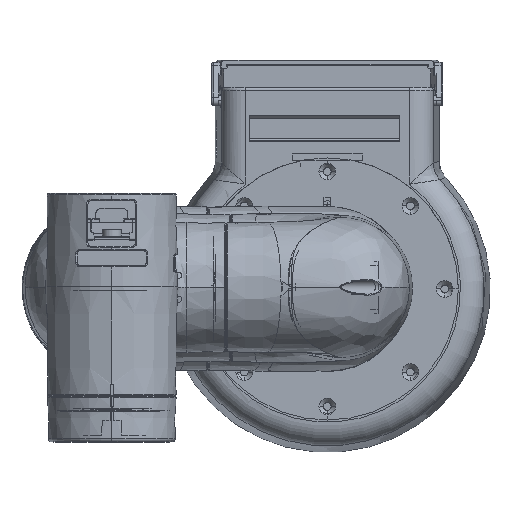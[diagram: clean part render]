
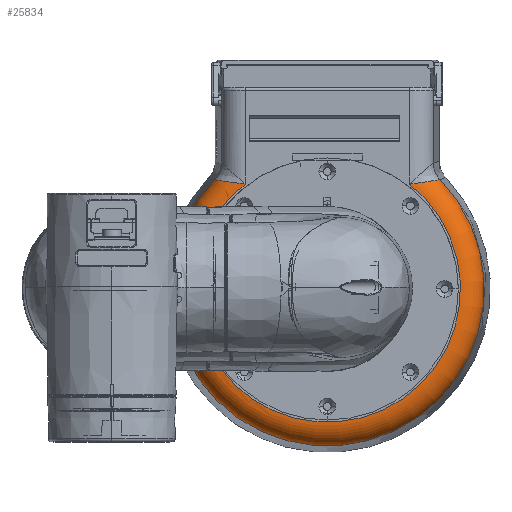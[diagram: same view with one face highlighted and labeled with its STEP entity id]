
A CAD part, top view. The second image highlights one B-rep face of the part: STEP entity #25834.
In plain terms, the highlighted toroidal (fillet/blend) face has major radius 39.181 mm and minor radius 7 mm.
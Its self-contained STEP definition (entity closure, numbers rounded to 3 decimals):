
#1404 = EDGE_CURVE ( 'NONE', #172501, #66333, #143800, .T. ) ;
#3579 = EDGE_CURVE ( 'NONE', #159854, #195742, #77271, .T. ) ;
#5303 = CARTESIAN_POINT ( 'NONE',  ( -33.081, 32.135, -73.538 ) ) ;
#7113 = CARTESIAN_POINT ( 'NONE',  ( -31.353, 31.866, -70.184 ) ) ;
#7565 = ORIENTED_EDGE ( 'NONE', *, *, #68732, .F. ) ;
#7996 = CARTESIAN_POINT ( 'NONE',  ( -32.607, 32.06, -72.006 ) ) ;
#8897 = CARTESIAN_POINT ( 'NONE',  ( -27.622, 31.309, -67.975 ) ) ;
#10728 = CARTESIAN_POINT ( 'NONE',  ( 32.025, 31.97, -70.998 ) ) ;
#11628 = CARTESIAN_POINT ( 'NONE',  ( 32.636, 32.065, -72.071 ) ) ;
#12542 = CARTESIAN_POINT ( 'NONE',  ( 32.786, 32.089, -72.437 ) ) ;
#14291 = CARTESIAN_POINT ( 'NONE',  ( 24.896, 30.926, -67.506 ) ) ;
#18170 = EDGE_CURVE ( 'NONE', #66333, #195742, #56683, .T. ) ;
#25834 = ADVANCED_FACE ( 'NONE', ( #99861 ), #177981, .T. ) ;
#28134 = CARTESIAN_POINT ( 'NONE',  ( -31.95, 31.958, -70.893 ) ) ;
#31622 = AXIS2_PLACEMENT_3D ( 'NONE', #33319, #178889, #96064 ) ;
#31732 = CARTESIAN_POINT ( 'NONE',  ( -33.152, 32.146, -74.309 ) ) ;
#31787 = CARTESIAN_POINT ( 'NONE',  ( 32.91, 32.108, -72.806 ) ) ;
#33319 = CARTESIAN_POINT ( 'NONE',  ( 0., 0., -74.309 ) ) ;
#33563 = CARTESIAN_POINT ( 'NONE',  ( 33.009, 32.124, -73.178 ) ) ;
#34436 = CARTESIAN_POINT ( 'NONE',  ( 25.588, 31.021, -67.563 ) ) ;
#35321 = CARTESIAN_POINT ( 'NONE',  ( 31.154, 31.835, -69.986 ) ) ;
#46815 = CARTESIAN_POINT ( 'NONE',  ( 0., 0., -67.493 ) ) ;
#50866 = CARTESIAN_POINT ( 'NONE',  ( -27., 31.22, -67.807 ) ) ;
#53607 = CARTESIAN_POINT ( 'NONE',  ( 24.423, 30.862, -67.493 ) ) ;
#55375 = CARTESIAN_POINT ( 'NONE',  ( 33.148, 32.146, -74.183 ) ) ;
#56683 = B_SPLINE_CURVE_WITH_KNOTS ( 'NONE', 3,
 ( #256646, #175511, #90893, #5303, #195523, #194614, #213693, #7996, #235611, #69979, #28134, #70891, #7113, #255725, #216406, #236521, #131091, #91803, #237439, #133764, #8897, #50866, #196421, #71801, #217315, #151941, #92706 ),
 .UNSPECIFIED., .F., .F.,
 ( 4, 1, 1, 1, 1, 1, 1, 1, 1, 1, 1, 1, 1, 1, 1, 1, 1, 1, 1, 1, 1, 1, 1, 1, 4 ),
 ( 0., 0.042, 0.083, 0.125, 0.167, 0.208, 0.25, 0.292, 0.333, 0.375, 0.417, 0.458, 0.5, 0.542, 0.583, 0.625, 0.667, 0.708, 0.75, 0.792, 0.833, 0.875, 0.917, 0.958, 1. ),
 .UNSPECIFIED. ) ;
#64995 =( BOUNDED_CURVE ( )  B_SPLINE_CURVE ( 3, ( #220923, #53607, #14291, #34436, #116514, #94533, #96317, #240157, #159990, #115607, #114692, #262093, #137363, #159127, #35321, #242802, #201741, #10728, #118243, #241921, #11628, #12542, #31787, #33563, #179140, #180005, #55375, #117378 ),
 .UNSPECIFIED., .F., .F. ) 
 B_SPLINE_CURVE_WITH_KNOTS ( ( 4, 1, 1, 1, 1, 1, 1, 1, 1, 1, 1, 1, 1, 1, 1, 1, 1, 1, 1, 1, 1, 1, 1, 1, 1, 4 ),
 ( 0., 0.054, 0.106, 0.157, 0.206, 0.254, 0.3, 0.345, 0.389, 0.432, 0.473, 0.514, 0.553, 0.592, 0.629, 0.666, 0.702, 0.737, 0.771, 0.805, 0.838, 0.871, 0.903, 0.936, 0.968, 1. ),
 .UNSPECIFIED. ) 
 CURVE ( )  GEOMETRIC_REPRESENTATION_ITEM ( )  RATIONAL_B_SPLINE_CURVE ( ( 1.038, 1.038, 1.038, 1.038, 1.038, 1.038, 1.038, 1.038, 1.038, 1.038, 1.038, 1.038, 1.038, 1.038, 1.038, 1.038, 1.038, 1.038, 1.038, 1.038, 1.038, 1.038, 1.038, 1.038, 1.038, 1.038, 1.038, 1.038 ) ) 
 REPRESENTATION_ITEM ( '' )  );
#66333 = VERTEX_POINT ( 'NONE', #31732 ) ;
#68290 = CARTESIAN_POINT ( 'NONE',  ( 33.152, 32.146, -74.309 ) ) ;
#68732 = EDGE_CURVE ( 'NONE', #159854, #172501, #64995, .T. ) ;
#69979 = CARTESIAN_POINT ( 'NONE',  ( -32.2, 31.997, -71.258 ) ) ;
#70891 = CARTESIAN_POINT ( 'NONE',  ( -31.668, 31.914, -70.534 ) ) ;
#71801 = CARTESIAN_POINT ( 'NONE',  ( -25.655, 31.03, -67.57 ) ) ;
#77271 = CIRCLE ( 'NONE', #143538, 39.181 ) ;
#84423 = ORIENTED_EDGE ( 'NONE', *, *, #3579, .T. ) ;
#88670 = DIRECTION ( 'NONE',  ( 0.617, 0.787, 0. ) ) ;
#90893 = CARTESIAN_POINT ( 'NONE',  ( -33.132, 32.143, -73.923 ) ) ;
#91803 = CARTESIAN_POINT ( 'NONE',  ( -29.279, 31.552, -68.648 ) ) ;
#92706 = CARTESIAN_POINT ( 'NONE',  ( -24.181, 30.829, -67.493 ) ) ;
#94533 = CARTESIAN_POINT ( 'NONE',  ( 26.881, 31.203, -67.78 ) ) ;
#96064 = DIRECTION ( 'NONE',  ( 0.718, 0.696, 0. ) ) ;
#96317 = CARTESIAN_POINT ( 'NONE',  ( 27.482, 31.289, -67.934 ) ) ;
#99861 = FACE_OUTER_BOUND ( 'NONE', #148243, .T. ) ;
#111672 = CARTESIAN_POINT ( 'NONE',  ( 0., 0., -74.493 ) ) ;
#114692 = CARTESIAN_POINT ( 'NONE',  ( 29.568, 31.595, -68.807 ) ) ;
#115607 = CARTESIAN_POINT ( 'NONE',  ( 29.094, 31.524, -68.555 ) ) ;
#116514 = CARTESIAN_POINT ( 'NONE',  ( 26.25, 31.114, -67.655 ) ) ;
#117378 = CARTESIAN_POINT ( 'NONE',  ( 33.152, 32.146, -74.309 ) ) ;
#118243 = CARTESIAN_POINT ( 'NONE',  ( 32.256, 32.006, -71.351 ) ) ;
#131091 = CARTESIAN_POINT ( 'NONE',  ( -29.762, 31.624, -68.92 ) ) ;
#131684 = DIRECTION ( 'NONE',  ( 0.002, 1., 0. ) ) ;
#133764 = CARTESIAN_POINT ( 'NONE',  ( -28.21, 31.394, -68.173 ) ) ;
#137363 = CARTESIAN_POINT ( 'NONE',  ( 30.423, 31.723, -69.366 ) ) ;
#137464 = CARTESIAN_POINT ( 'NONE',  ( -24.181, 30.829, -67.493 ) ) ;
#143538 = AXIS2_PLACEMENT_3D ( 'NONE', #46815, #171497, #88670 ) ;
#143800 = CIRCLE ( 'NONE', #31622, 46.179 ) ;
#148243 = EDGE_LOOP ( 'NONE', ( #7565, #84423, #250181, #254203 ) ) ;
#151941 = CARTESIAN_POINT ( 'NONE',  ( -24.434, 30.863, -67.493 ) ) ;
#152928 = CARTESIAN_POINT ( 'NONE',  ( 24.181, 30.829, -67.493 ) ) ;
#153441 = DIRECTION ( 'NONE',  ( 0., 0., 1. ) ) ;
#158421 = AXIS2_PLACEMENT_3D ( 'NONE', #111672, #153441, #131684 ) ;
#159127 = CARTESIAN_POINT ( 'NONE',  ( 30.804, 31.781, -69.669 ) ) ;
#159854 = VERTEX_POINT ( 'NONE', #152928 ) ;
#159990 = CARTESIAN_POINT ( 'NONE',  ( 28.588, 31.45, -68.324 ) ) ;
#171497 = DIRECTION ( 'NONE',  ( 0., 0., -1. ) ) ;
#172501 = VERTEX_POINT ( 'NONE', #68290 ) ;
#175511 = CARTESIAN_POINT ( 'NONE',  ( -33.148, 32.146, -74.181 ) ) ;
#177981 = TOROIDAL_SURFACE ( 'NONE', #158421, 39.181, 7. ) ;
#178889 = DIRECTION ( 'NONE',  ( 0., 0., -1. ) ) ;
#179140 = CARTESIAN_POINT ( 'NONE',  ( 33.083, 32.135, -73.553 ) ) ;
#180005 = CARTESIAN_POINT ( 'NONE',  ( 33.132, 32.143, -73.931 ) ) ;
#194614 = CARTESIAN_POINT ( 'NONE',  ( -32.899, 32.106, -72.768 ) ) ;
#195523 = CARTESIAN_POINT ( 'NONE',  ( -33.003, 32.123, -73.152 ) ) ;
#195742 = VERTEX_POINT ( 'NONE', #137464 ) ;
#196421 = CARTESIAN_POINT ( 'NONE',  ( -26.344, 31.127, -67.671 ) ) ;
#201741 = CARTESIAN_POINT ( 'NONE',  ( 31.764, 31.929, -70.652 ) ) ;
#213693 = CARTESIAN_POINT ( 'NONE',  ( -32.767, 32.086, -72.385 ) ) ;
#216406 = CARTESIAN_POINT ( 'NONE',  ( -30.625, 31.754, -69.521 ) ) ;
#217315 = CARTESIAN_POINT ( 'NONE',  ( -24.933, 30.931, -67.507 ) ) ;
#220923 = CARTESIAN_POINT ( 'NONE',  ( 24.181, 30.829, -67.493 ) ) ;
#235611 = CARTESIAN_POINT ( 'NONE',  ( -32.418, 32.031, -71.63 ) ) ;
#236521 = CARTESIAN_POINT ( 'NONE',  ( -30.21, 31.691, -69.212 ) ) ;
#237439 = CARTESIAN_POINT ( 'NONE',  ( -28.762, 31.475, -68.399 ) ) ;
#240157 = CARTESIAN_POINT ( 'NONE',  ( 28.051, 31.371, -68.117 ) ) ;
#241921 = CARTESIAN_POINT ( 'NONE',  ( 32.46, 32.037, -71.709 ) ) ;
#242802 = CARTESIAN_POINT ( 'NONE',  ( 31.474, 31.884, -70.314 ) ) ;
#250181 = ORIENTED_EDGE ( 'NONE', *, *, #18170, .F. ) ;
#254203 = ORIENTED_EDGE ( 'NONE', *, *, #1404, .F. ) ;
#255725 = CARTESIAN_POINT ( 'NONE',  ( -31.005, 31.812, -69.845 ) ) ;
#256646 = CARTESIAN_POINT ( 'NONE',  ( -33.152, 32.146, -74.309 ) ) ;
#262093 = CARTESIAN_POINT ( 'NONE',  ( 30.011, 31.661, -69.078 ) ) ;
